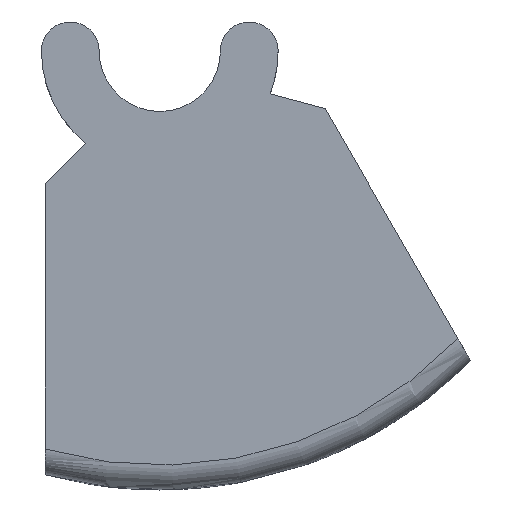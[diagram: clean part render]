
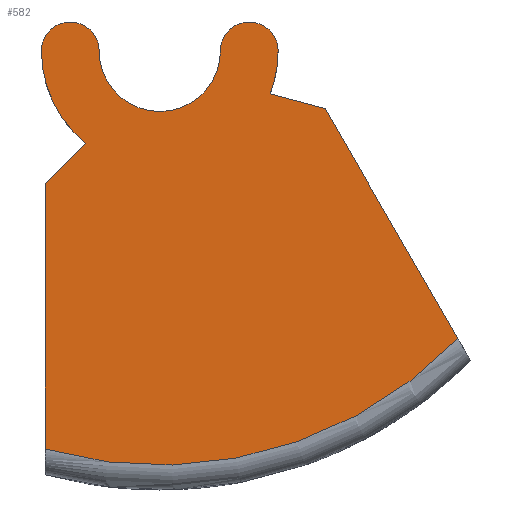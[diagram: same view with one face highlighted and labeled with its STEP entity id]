
A CAD part, top view. The second image highlights one B-rep face of the part: STEP entity #582.
In plain terms, the highlighted planar face has unit normal (0, 0, 1).
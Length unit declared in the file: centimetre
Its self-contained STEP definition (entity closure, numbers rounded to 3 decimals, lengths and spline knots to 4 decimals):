
#47=PLANE('',#297);
#59=VECTOR('',#192,1.);
#63=VECTOR('',#197,1.);
#67=VECTOR('',#213,1.);
#73=VECTOR('',#233,1.);
#83=LINE('',#953,#59);
#87=LINE('',#1003,#63);
#91=LINE('',#1022,#67);
#97=LINE('',#1083,#73);
#139=VERTEX_POINT('',#952);
#140=VERTEX_POINT('',#954);
#143=VERTEX_POINT('',#1002);
#151=VERTEX_POINT('',#1021);
#152=VERTEX_POINT('',#1023);
#154=VERTEX_POINT('',#1072);
#155=VERTEX_POINT('',#1076);
#156=VERTEX_POINT('',#1078);
#157=VERTEX_POINT('',#1092);
#158=VERTEX_POINT('',#1096);
#192=DIRECTION('',(0.707,0.707,0.));
#197=DIRECTION('',(0.,-1.,0.));
#213=DIRECTION('',(0.966,-0.259,0.));
#222=DIRECTION('',(0.,0.,1.));
#223=DIRECTION('',(0.,-3.588,0.));
#227=DIRECTION('',(0.,0.,-1.));
#228=DIRECTION('',(1.025,0.,0.));
#233=DIRECTION('',(0.5,-0.866,0.));
#242=DIRECTION('',(0.,0.,-1.));
#243=DIRECTION('',(0.25,0.,0.));
#247=DIRECTION('',(0.,0.,1.));
#248=DIRECTION('',(0.525,0.,0.));
#252=DIRECTION('',(0.,0.,-1.));
#253=DIRECTION('',(0.25,0.,0.));
#254=DIRECTION('',(0.,0.,1.));
#283=AXIS2_PLACEMENT_3D('',#1073,#222,#223);
#285=AXIS2_PLACEMENT_3D('',#1077,#227,#228);
#292=AXIS2_PLACEMENT_3D('',#1091,#242,#243);
#294=AXIS2_PLACEMENT_3D('',#1095,#247,#248);
#296=AXIS2_PLACEMENT_3D('',#1099,#252,#253);
#297=AXIS2_PLACEMENT_3D('',#1100,#254,$);
#309=CIRCLE('',#283,3.5879);
#310=CIRCLE('',#285,1.025);
#311=CIRCLE('',#292,0.25);
#312=CIRCLE('',#294,0.525);
#313=CIRCLE('',#296,0.25);
#334=EDGE_CURVE('',#139,#140,#83,.T.);
#340=EDGE_CURVE('',#139,#143,#87,.T.);
#350=EDGE_CURVE('',#151,#152,#91,.T.);
#356=EDGE_CURVE('',#143,#154,#309,.T.);
#358=EDGE_CURVE('',#155,#151,#310,.T.);
#359=EDGE_CURVE('',#140,#156,#310,.T.);
#362=EDGE_CURVE('',#152,#154,#97,.T.);
#366=EDGE_CURVE('',#156,#157,#311,.T.);
#368=EDGE_CURVE('',#157,#158,#312,.T.);
#370=EDGE_CURVE('',#158,#155,#313,.T.);
#478=ORIENTED_EDGE('',*,*,#334,.F.);
#479=ORIENTED_EDGE('',*,*,#340,.T.);
#480=ORIENTED_EDGE('',*,*,#356,.T.);
#481=ORIENTED_EDGE('',*,*,#362,.F.);
#482=ORIENTED_EDGE('',*,*,#350,.F.);
#483=ORIENTED_EDGE('',*,*,#358,.F.);
#484=ORIENTED_EDGE('',*,*,#370,.F.);
#485=ORIENTED_EDGE('',*,*,#368,.F.);
#486=ORIENTED_EDGE('',*,*,#366,.F.);
#487=ORIENTED_EDGE('',*,*,#359,.F.);
#522=EDGE_LOOP('',(#478,#479,#480,#481,#482,#483,#484,#485,#486,#487));
#554=FACE_BOUND('',#522,.T.);
#582=ADVANCED_FACE('',(#554),#47,.T.);
#952=CARTESIAN_POINT('',(-0.99,-1.15,0.99));
#953=CARTESIAN_POINT('',(-0.4516,-0.6116,0.99));
#954=CARTESIAN_POINT('',(-0.6408,-0.8,0.99));
#1002=CARTESIAN_POINT('',(-0.99,-3.4486,0.99));
#1003=CARTESIAN_POINT('',(-0.99,-0.8,0.99));
#1021=CARTESIAN_POINT('',(0.9549,-0.3724,0.99));
#1022=CARTESIAN_POINT('',(0.6241,-0.2843,0.99));
#1023=CARTESIAN_POINT('',(1.4324,-0.5009,0.99));
#1072=CARTESIAN_POINT('',(2.5817,-2.4916,0.99));
#1073=CARTESIAN_POINT('',(0.,0.,0.99));
#1076=CARTESIAN_POINT('',(1.025,0.,0.99));
#1077=CARTESIAN_POINT('',(0.,0.,0.99));
#1078=CARTESIAN_POINT('',(-1.025,0.,0.99));
#1083=CARTESIAN_POINT('',(1.2574,-0.1978,0.99));
#1091=CARTESIAN_POINT('',(-0.775,0.,0.99));
#1092=CARTESIAN_POINT('',(-0.525,0.,0.99));
#1095=CARTESIAN_POINT('',(0.,0.,0.99));
#1096=CARTESIAN_POINT('',(0.525,0.,0.99));
#1099=CARTESIAN_POINT('',(0.775,0.,0.99));
#1100=CARTESIAN_POINT('',(0.,-0.3363,0.99));
